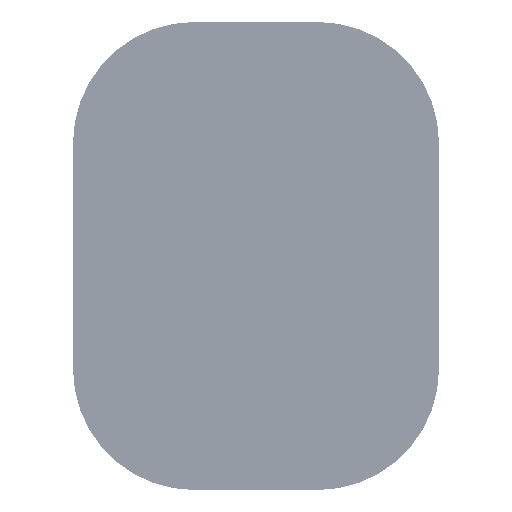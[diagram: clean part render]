
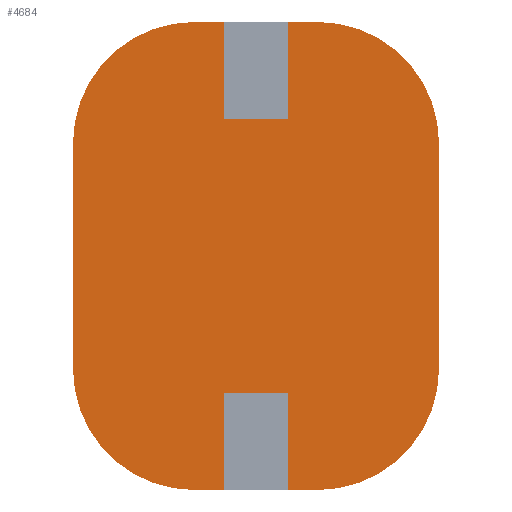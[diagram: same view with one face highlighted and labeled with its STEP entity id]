
A CAD part, front view. The second image highlights one B-rep face of the part: STEP entity #4684.
In plain terms, the highlighted face is planar.
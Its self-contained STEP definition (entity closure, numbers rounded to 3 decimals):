
#544 = CIRCLE ( 'NONE', #45900, 1500. ) ;
#927 = EDGE_CURVE ( 'NONE', #75315, #53932, #5884, .T. ) ;
#1563 = ORIENTED_EDGE ( 'NONE', *, *, #927, .F. ) ;
#2037 = CARTESIAN_POINT ( 'NONE',  ( 852.044, 2268.163, 0. ) ) ;
#2116 = CARTESIAN_POINT ( 'NONE',  ( -1948.416, -768.163, 0. ) ) ;
#3022 = DIRECTION ( 'NONE',  ( 0., 0., 1. ) ) ;
#3392 = FACE_BOUND ( 'NONE', #20350, .T. ) ;
#3588 = CIRCLE ( 'NONE', #48904, 1500. ) ;
#4684 = ADVANCED_FACE ( 'NONE', ( #58951, #3392, #28085 ), #52880, .F. ) ;
#5502 = LINE ( 'NONE', #30195, #17154 ) ;
#5884 = LINE ( 'NONE', #30561, #78790 ) ;
#6127 = ORIENTED_EDGE ( 'NONE', *, *, #18615, .F. ) ;
#8142 = EDGE_CURVE ( 'NONE', #18891, #70672, #78154, .T. ) ;
#8968 = AXIS2_PLACEMENT_3D ( 'NONE', #51625, #76321, #20784 ) ;
#9481 = DIRECTION ( 'NONE',  ( 1., 0., 0. ) ) ;
#10061 = EDGE_LOOP ( 'NONE', ( #26053, #62343, #50634, #46142, #33635, #23662, #6127, #1563 ) ) ;
#10302 = DIRECTION ( 'NONE',  ( 1., 0., 0. ) ) ;
#10364 = CARTESIAN_POINT ( 'NONE',  ( 852.044, -2268.163, 0. ) ) ;
#11218 = CARTESIAN_POINT ( 'NONE',  ( -2968.686, 0., 0. ) ) ;
#13703 = CARTESIAN_POINT ( 'NONE',  ( 1951.814, 0., 0. ) ) ;
#13807 = EDGE_CURVE ( 'NONE', #25137, #29737, #5502, .T. ) ;
#13928 = CIRCLE ( 'NONE', #59242, 79.5 ) ;
#14362 = CARTESIAN_POINT ( 'NONE',  ( 2031.314, 0., 0. ) ) ;
#17154 = VECTOR ( 'NONE', #54936, 1000. ) ;
#18615 = EDGE_CURVE ( 'NONE', #53932, #18891, #3588, .T. ) ;
#18891 = VERTEX_POINT ( 'NONE', #77280 ) ;
#19039 = CARTESIAN_POINT ( 'NONE',  ( -3048.186, 0., 0. ) ) ;
#19830 = DIRECTION ( 'NONE',  ( 1., 0., 0. ) ) ;
#20350 = EDGE_LOOP ( 'NONE', ( #62346, #44686 ) ) ;
#20784 = DIRECTION ( 'NONE',  ( 1., 0., 0. ) ) ;
#21467 = CIRCLE ( 'NONE', #66783, 1500. ) ;
#22599 = CARTESIAN_POINT ( 'NONE',  ( -3448.416, 768.163, 0. ) ) ;
#22920 = EDGE_CURVE ( 'NONE', #75918, #35046, #65902, .T. ) ;
#23662 = ORIENTED_EDGE ( 'NONE', *, *, #8142, .F. ) ;
#24532 = ORIENTED_EDGE ( 'NONE', *, *, #51853, .T. ) ;
#25006 = EDGE_CURVE ( 'NONE', #70672, #75918, #38726, .T. ) ;
#25137 = VERTEX_POINT ( 'NONE', #35702 ) ;
#25315 = CIRCLE ( 'NONE', #70689, 79.5 ) ;
#26053 = ORIENTED_EDGE ( 'NONE', *, *, #73646, .F. ) ;
#26814 = DIRECTION ( 'NONE',  ( 0., 0., 1. ) ) ;
#27720 = DIRECTION ( 'NONE',  ( 1., 0., 0. ) ) ;
#28085 = FACE_BOUND ( 'NONE', #45259, .T. ) ;
#29737 = VERTEX_POINT ( 'NONE', #30063 ) ;
#29815 = CARTESIAN_POINT ( 'NONE',  ( 852.044, -768.163, 0. ) ) ;
#30063 = CARTESIAN_POINT ( 'NONE',  ( 2352.044, 768.163, 0. ) ) ;
#30195 = CARTESIAN_POINT ( 'NONE',  ( 2352.044, 768.163, 0. ) ) ;
#30561 = CARTESIAN_POINT ( 'NONE',  ( 852.044, 2268.163, 0. ) ) ;
#31967 = VERTEX_POINT ( 'NONE', #35173 ) ;
#33635 = ORIENTED_EDGE ( 'NONE', *, *, #25006, .F. ) ;
#34617 = CARTESIAN_POINT ( 'NONE',  ( 852.044, -2268.163, 0. ) ) ;
#34796 = CIRCLE ( 'NONE', #35580, 79.5 ) ;
#35046 = VERTEX_POINT ( 'NONE', #34617 ) ;
#35080 = DIRECTION ( 'NONE',  ( 1., 0., 0. ) ) ;
#35173 = CARTESIAN_POINT ( 'NONE',  ( -3127.686, 0., 0. ) ) ;
#35580 = AXIS2_PLACEMENT_3D ( 'NONE', #58567, #3022, #27720 ) ;
#35702 = CARTESIAN_POINT ( 'NONE',  ( 2352.044, -768.163, 0. ) ) ;
#36236 = AXIS2_PLACEMENT_3D ( 'NONE', #41103, #65838, #10302 ) ;
#38432 = DIRECTION ( 'NONE',  ( 0., 0., 1. ) ) ;
#38726 = CIRCLE ( 'NONE', #49064, 1500. ) ;
#40278 = CARTESIAN_POINT ( 'NONE',  ( 852.044, 768.163, 0. ) ) ;
#41103 = CARTESIAN_POINT ( 'NONE',  ( 852.044, 768.163, 0. ) ) ;
#43602 = ORIENTED_EDGE ( 'NONE', *, *, #62663, .T. ) ;
#43798 = DIRECTION ( 'NONE',  ( 0., 0., 1. ) ) ;
#43882 = CIRCLE ( 'NONE', #8968, 79.5 ) ;
#44686 = ORIENTED_EDGE ( 'NONE', *, *, #62292, .T. ) ;
#45259 = EDGE_LOOP ( 'NONE', ( #24532, #43602 ) ) ;
#45900 = AXIS2_PLACEMENT_3D ( 'NONE', #40278, #65010, #9481 ) ;
#46142 = ORIENTED_EDGE ( 'NONE', *, *, #22920, .F. ) ;
#46951 = EDGE_CURVE ( 'NONE', #31967, #47632, #13928, .T. ) ;
#47376 = DIRECTION ( 'NONE',  ( 0., -1., 0. ) ) ;
#47632 = VERTEX_POINT ( 'NONE', #11218 ) ;
#48904 = AXIS2_PLACEMENT_3D ( 'NONE', #50673, #75374, #19830 ) ;
#49064 = AXIS2_PLACEMENT_3D ( 'NONE', #2116, #26814, #51598 ) ;
#49295 = CARTESIAN_POINT ( 'NONE',  ( -1948.416, -2268.163, 0. ) ) ;
#50634 = ORIENTED_EDGE ( 'NONE', *, *, #59551, .F. ) ;
#50673 = CARTESIAN_POINT ( 'NONE',  ( -1948.416, 768.163, 0. ) ) ;
#51598 = DIRECTION ( 'NONE',  ( -1., 0., 0. ) ) ;
#51625 = CARTESIAN_POINT ( 'NONE',  ( 1951.814, 0., 0. ) ) ;
#51853 = EDGE_CURVE ( 'NONE', #55755, #70967, #25315, .T. ) ;
#52880 = PLANE ( 'NONE',  #36236 ) ;
#53932 = VERTEX_POINT ( 'NONE', #78019 ) ;
#54560 = DIRECTION ( 'NONE',  ( 0., 0., 1. ) ) ;
#54936 = DIRECTION ( 'NONE',  ( 0., 1., 0. ) ) ;
#55312 = DIRECTION ( 'NONE',  ( -1., 0., 0. ) ) ;
#55755 = VERTEX_POINT ( 'NONE', #56230 ) ;
#56230 = CARTESIAN_POINT ( 'NONE',  ( 1872.314, 0., 0. ) ) ;
#58567 = CARTESIAN_POINT ( 'NONE',  ( -3048.186, 0., 0. ) ) ;
#58951 = FACE_OUTER_BOUND ( 'NONE', #10061, .T. ) ;
#59242 = AXIS2_PLACEMENT_3D ( 'NONE', #19039, #43798, #68526 ) ;
#59551 = EDGE_CURVE ( 'NONE', #35046, #25137, #21467, .T. ) ;
#60406 = CARTESIAN_POINT ( 'NONE',  ( -3448.416, -768.163, 0. ) ) ;
#62292 = EDGE_CURVE ( 'NONE', #47632, #31967, #34796, .T. ) ;
#62343 = ORIENTED_EDGE ( 'NONE', *, *, #13807, .F. ) ;
#62346 = ORIENTED_EDGE ( 'NONE', *, *, #46951, .T. ) ;
#62663 = EDGE_CURVE ( 'NONE', #70967, #55755, #43882, .T. ) ;
#63166 = DIRECTION ( 'NONE',  ( 1., 0., 0. ) ) ;
#65010 = DIRECTION ( 'NONE',  ( 0., 0., 1. ) ) ;
#65329 = VECTOR ( 'NONE', #47376, 1000. ) ;
#65838 = DIRECTION ( 'NONE',  ( 0., 0., 1. ) ) ;
#65902 = LINE ( 'NONE', #10364, #75581 ) ;
#66783 = AXIS2_PLACEMENT_3D ( 'NONE', #29815, #54560, #79303 ) ;
#68526 = DIRECTION ( 'NONE',  ( 1., 0., 0. ) ) ;
#70672 = VERTEX_POINT ( 'NONE', #60406 ) ;
#70689 = AXIS2_PLACEMENT_3D ( 'NONE', #13703, #38432, #63166 ) ;
#70967 = VERTEX_POINT ( 'NONE', #14362 ) ;
#73646 = EDGE_CURVE ( 'NONE', #29737, #75315, #544, .T. ) ;
#75315 = VERTEX_POINT ( 'NONE', #2037 ) ;
#75374 = DIRECTION ( 'NONE',  ( 0., 0., 1. ) ) ;
#75581 = VECTOR ( 'NONE', #35080, 1000. ) ;
#75918 = VERTEX_POINT ( 'NONE', #49295 ) ;
#76321 = DIRECTION ( 'NONE',  ( 0., 0., 1. ) ) ;
#77280 = CARTESIAN_POINT ( 'NONE',  ( -3448.416, 768.163, 0. ) ) ;
#78019 = CARTESIAN_POINT ( 'NONE',  ( -1948.416, 2268.163, 0. ) ) ;
#78154 = LINE ( 'NONE', #22599, #65329 ) ;
#78790 = VECTOR ( 'NONE', #55312, 1000. ) ;
#79303 = DIRECTION ( 'NONE',  ( -1., 0., 0. ) ) ;
